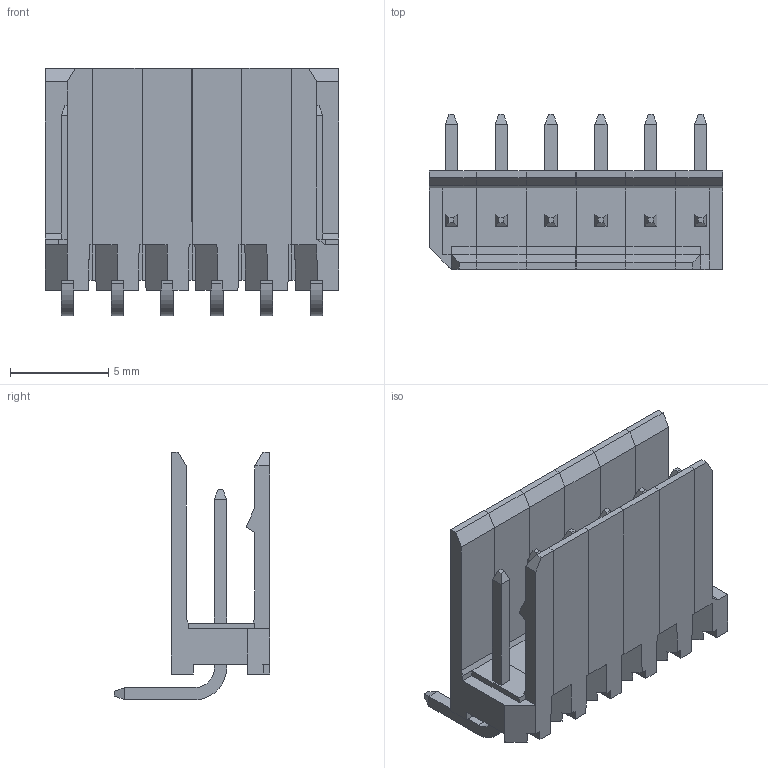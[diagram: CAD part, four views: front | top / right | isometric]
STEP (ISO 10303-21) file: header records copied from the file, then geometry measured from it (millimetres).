
FILE_DESCRIPTION(/* description */ ('Unknown'),/* implementation_level */ '2;1');
FILE_NAME(/* name */ '66100611722',/* time_stamp */ '2020-08-20T11:43:50+02:00',/* author */ ('Unknown'),/* organization */ ('Unknown'),/* preprocessor_version */ 'ST-DEVELOPER v16.7',/* originating_system */ 'DEX',/* authorisation */ $);
FILE_SCHEMA (('AUTOMOTIVE_DESIGN {1 0 10303 214 3 1 1}'));
Length unit declared in the file: millimetre
Products named in the file (4): 6610xx11722; 6610xx11722_DX; 6610xx11722_CNT; 6610xx11722_SX
Assembly tree (6 placements, depth 2):
  6610xx11722
    6610xx11722_DX
    6610xx11722_CNT  x4
    6610xx11722_SX
Bounding box: 14.94 x 7.9 x 12.61 mm (x, y, z)
Volume: 356.4 mm3; surface area: 1188.7 mm2
Topology: 6 solids, 6 shells, 391 faces, 1046 edges, 679 vertices
Faces by surface type: plane 373, cylinder 18
Entity records: 7414 total; most frequent: CARTESIAN_POINT 1061, ORIENTED_EDGE 1042, DIRECTION 945, EDGE_CURVE 521, LINE 503, VECTOR 503, VERTEX_POINT 337, AXIS2_PLACEMENT_3D 221
